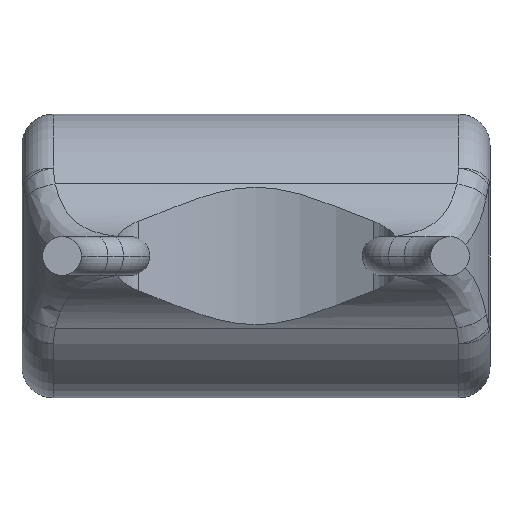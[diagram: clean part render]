
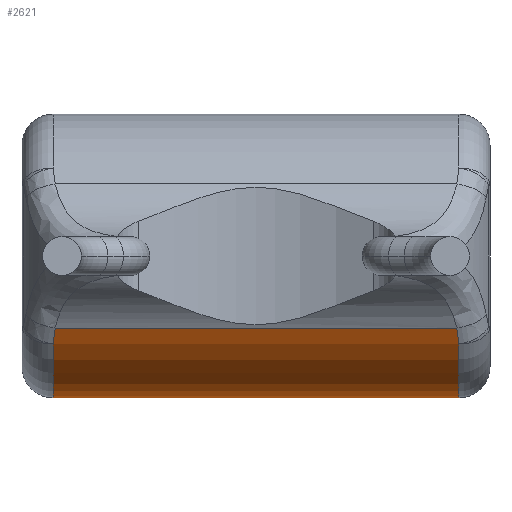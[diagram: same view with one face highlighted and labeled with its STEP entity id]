
A CAD part, front view. The second image highlights one B-rep face of the part: STEP entity #2621.
In plain terms, the highlighted cylindrical face has radius 1.635 mm (diameter 3.27 mm), a partial arc.
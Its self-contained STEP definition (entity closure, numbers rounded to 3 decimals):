
#16 = CARTESIAN_POINT ( 'NONE',  ( 3.366, -3.558, 0.868 ) ) ;
#43 = ORIENTED_EDGE ( 'NONE', *, *, #259, .T. ) ;
#169 = VERTEX_POINT ( 'NONE', #3509 ) ;
#191 = AXIS2_PLACEMENT_3D ( 'NONE', #1483, #2155, #324 ) ;
#222 = EDGE_CURVE ( 'NONE', #226, #169, #1862, .T. ) ;
#226 = VERTEX_POINT ( 'NONE', #16 ) ;
#259 = EDGE_CURVE ( 'NONE', #4814, #4366, #1420, .T. ) ;
#324 = DIRECTION ( 'NONE',  ( 0., 0., -1. ) ) ;
#413 = ORIENTED_EDGE ( 'NONE', *, *, #2988, .F. ) ;
#533 = DIRECTION ( 'NONE',  ( 0., 0., -1. ) ) ;
#572 = VERTEX_POINT ( 'NONE', #3037 ) ;
#582 = ORIENTED_EDGE ( 'NONE', *, *, #222, .T. ) ;
#733 = DIRECTION ( 'NONE',  ( 0., 0., -1. ) ) ;
#1124 = ORIENTED_EDGE ( 'NONE', *, *, #2931, .T. ) ;
#1135 = CARTESIAN_POINT ( 'NONE',  ( 3.366, -2.22, 1.807 ) ) ;
#1235 = CARTESIAN_POINT ( 'NONE',  ( -1.836, -3.681, 1.073 ) ) ;
#1415 = DIRECTION ( 'NONE',  ( 1., 0., 0. ) ) ;
#1420 = CIRCLE ( 'NONE', #191, 1.635 ) ;
#1461 = CIRCLE ( 'NONE', #4210, 1.635 ) ;
#1476 = VERTEX_POINT ( 'NONE', #1929 ) ;
#1483 = CARTESIAN_POINT ( 'NONE',  ( -1.866, -2.22, 1.807 ) ) ;
#1636 = EDGE_LOOP ( 'NONE', ( #1124, #3613, #582, #413, #3374, #43 ) ) ;
#1701 = CARTESIAN_POINT ( 'NONE',  ( -5., -2.22, 1.807 ) ) ;
#1862 = B_SPLINE_CURVE_WITH_KNOTS ( 'NONE', 3,
 ( #3305, #2188, #4101, #3331 ),
 .UNSPECIFIED., .F., .F.,
 ( 4, 4 ),
 ( 0., 0. ),
 .UNSPECIFIED. ) ;
#1929 = CARTESIAN_POINT ( 'NONE',  ( 3.366, -2.22, 0.172 ) ) ;
#2155 = DIRECTION ( 'NONE',  ( 1., 0., 0. ) ) ;
#2188 = CARTESIAN_POINT ( 'NONE',  ( 3.355, -3.604, 0.933 ) ) ;
#2327 = CARTESIAN_POINT ( 'NONE',  ( -1.846, -3.645, 1.001 ) ) ;
#2377 = EDGE_CURVE ( 'NONE', #572, #4814, #4833, .T. ) ;
#2492 = AXIS2_PLACEMENT_3D ( 'NONE', #1701, #3882, #533 ) ;
#2500 = VECTOR ( 'NONE', #1415, 1000. ) ;
#2575 = CARTESIAN_POINT ( 'NONE',  ( -1.866, -3.558, 0.868 ) ) ;
#2621 = ADVANCED_FACE ( 'NONE', ( #3468 ), #4539, .T. ) ;
#2931 = EDGE_CURVE ( 'NONE', #4366, #1476, #4620, .T. ) ;
#2988 = EDGE_CURVE ( 'NONE', #572, #169, #4376, .T. ) ;
#2997 = DIRECTION ( 'NONE',  ( -1., 0., 0. ) ) ;
#3037 = CARTESIAN_POINT ( 'NONE',  ( -1.836, -3.681, 1.073 ) ) ;
#3127 = CARTESIAN_POINT ( 'NONE',  ( -1.855, -3.604, 0.933 ) ) ;
#3305 = CARTESIAN_POINT ( 'NONE',  ( 3.366, -3.558, 0.868 ) ) ;
#3331 = CARTESIAN_POINT ( 'NONE',  ( 3.336, -3.681, 1.073 ) ) ;
#3374 = ORIENTED_EDGE ( 'NONE', *, *, #2377, .T. ) ;
#3468 = FACE_OUTER_BOUND ( 'NONE', #1636, .T. ) ;
#3509 = CARTESIAN_POINT ( 'NONE',  ( 3.336, -3.681, 1.073 ) ) ;
#3613 = ORIENTED_EDGE ( 'NONE', *, *, #4747, .T. ) ;
#3798 = CARTESIAN_POINT ( 'NONE',  ( -1.866, -2.22, 0.172 ) ) ;
#3882 = DIRECTION ( 'NONE',  ( 1., 0., 0. ) ) ;
#4101 = CARTESIAN_POINT ( 'NONE',  ( 3.346, -3.645, 1.001 ) ) ;
#4210 = AXIS2_PLACEMENT_3D ( 'NONE', #1135, #2997, #733 ) ;
#4267 = DIRECTION ( 'NONE',  ( 1., 0., 0. ) ) ;
#4350 = CARTESIAN_POINT ( 'NONE',  ( -5., -2.22, 0.172 ) ) ;
#4366 = VERTEX_POINT ( 'NONE', #3798 ) ;
#4376 = LINE ( 'NONE', #4822, #2500 ) ;
#4539 = CYLINDRICAL_SURFACE ( 'NONE', #2492, 1.635 ) ;
#4569 = CARTESIAN_POINT ( 'NONE',  ( -1.866, -3.558, 0.868 ) ) ;
#4620 = LINE ( 'NONE', #4350, #4710 ) ;
#4710 = VECTOR ( 'NONE', #4267, 1000. ) ;
#4747 = EDGE_CURVE ( 'NONE', #1476, #226, #1461, .T. ) ;
#4814 = VERTEX_POINT ( 'NONE', #2575 ) ;
#4822 = CARTESIAN_POINT ( 'NONE',  ( -5., -3.681, 1.073 ) ) ;
#4833 = B_SPLINE_CURVE_WITH_KNOTS ( 'NONE', 3,
 ( #1235, #2327, #3127, #4569 ),
 .UNSPECIFIED., .F., .F.,
 ( 4, 4 ),
 ( 0., 0. ),
 .UNSPECIFIED. ) ;
